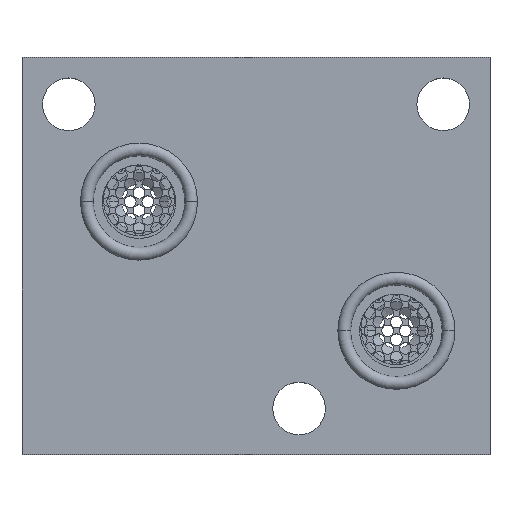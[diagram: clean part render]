
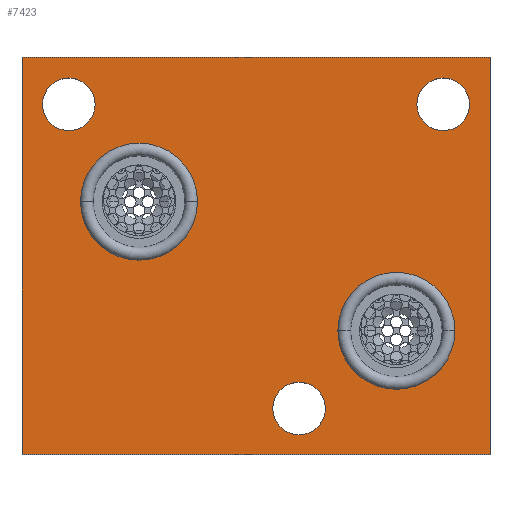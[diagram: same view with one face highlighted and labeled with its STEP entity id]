
A CAD part, top view. The second image highlights one B-rep face of the part: STEP entity #7423.
In plain terms, the highlighted planar face has unit normal (0, 0, 1).
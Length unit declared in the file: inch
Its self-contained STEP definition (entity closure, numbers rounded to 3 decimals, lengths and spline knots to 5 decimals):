
#198=DIRECTION('',(1.,0.,0.));
#199=VECTOR('',#198,2.5);
#200=CARTESIAN_POINT('',(0.,0.,0.45));
#201=LINE('',#200,#199);
#202=DIRECTION('',(0.,-1.,0.));
#203=VECTOR('',#202,2.12);
#204=CARTESIAN_POINT('',(0.,2.12,0.45));
#205=LINE('',#204,#203);
#206=DIRECTION('',(-1.,0.,0.));
#207=VECTOR('',#206,2.5);
#208=CARTESIAN_POINT('',(2.5,2.12,0.45));
#209=LINE('',#208,#207);
#210=DIRECTION('',(0.,1.,0.));
#211=VECTOR('',#210,2.12);
#212=CARTESIAN_POINT('',(2.5,0.,0.45));
#213=LINE('',#212,#211);
#214=CARTESIAN_POINT('',(2.25,1.87,0.45));
#215=DIRECTION('',(0.,0.,1.));
#216=DIRECTION('',(1.,0.,0.));
#217=AXIS2_PLACEMENT_3D('',#214,#215,#216);
#219=CARTESIAN_POINT('',(2.25,1.87,0.45));
#220=DIRECTION('',(0.,0.,1.));
#221=DIRECTION('',(-1.,0.,0.));
#222=AXIS2_PLACEMENT_3D('',#219,#220,#221);
#224=CARTESIAN_POINT('',(1.48,0.245,0.45));
#225=DIRECTION('',(0.,0.,1.));
#226=DIRECTION('',(1.,0.,0.));
#227=AXIS2_PLACEMENT_3D('',#224,#225,#226);
#229=CARTESIAN_POINT('',(1.48,0.245,0.45));
#230=DIRECTION('',(0.,0.,1.));
#231=DIRECTION('',(-1.,0.,0.));
#232=AXIS2_PLACEMENT_3D('',#229,#230,#231);
#234=CARTESIAN_POINT('',(0.25,1.87,0.45));
#235=DIRECTION('',(0.,0.,1.));
#236=DIRECTION('',(1.,0.,0.));
#237=AXIS2_PLACEMENT_3D('',#234,#235,#236);
#239=CARTESIAN_POINT('',(0.25,1.87,0.45));
#240=DIRECTION('',(0.,0.,1.));
#241=DIRECTION('',(-1.,0.,0.));
#242=AXIS2_PLACEMENT_3D('',#239,#240,#241);
#244=CARTESIAN_POINT('',(0.625,1.35,0.45));
#245=DIRECTION('',(0.,0.,1.));
#246=DIRECTION('',(1.,0.,0.));
#247=AXIS2_PLACEMENT_3D('',#244,#245,#246);
#249=CARTESIAN_POINT('',(0.625,1.35,0.45));
#250=DIRECTION('',(0.,0.,1.));
#251=DIRECTION('',(-1.,0.,0.));
#252=AXIS2_PLACEMENT_3D('',#249,#250,#251);
#254=CARTESIAN_POINT('',(2.,0.66,0.45));
#255=DIRECTION('',(0.,0.,1.));
#256=DIRECTION('',(1.,0.,0.));
#257=AXIS2_PLACEMENT_3D('',#254,#255,#256);
#259=CARTESIAN_POINT('',(2.,0.66,0.45));
#260=DIRECTION('',(0.,0.,1.));
#261=DIRECTION('',(-1.,0.,0.));
#262=AXIS2_PLACEMENT_3D('',#259,#260,#261);
#5744=CARTESIAN_POINT('',(0.,0.,0.45));
#5745=CARTESIAN_POINT('',(2.5,0.,0.45));
#5746=VERTEX_POINT('',#5744);
#5747=VERTEX_POINT('',#5745);
#5748=CARTESIAN_POINT('',(2.5,2.12,0.45));
#5749=VERTEX_POINT('',#5748);
#5750=CARTESIAN_POINT('',(0.,2.12,0.45));
#5751=VERTEX_POINT('',#5750);
#5772=CARTESIAN_POINT('',(2.3905,1.87,0.45));
#5773=CARTESIAN_POINT('',(2.1095,1.87,0.45));
#5774=VERTEX_POINT('',#5772);
#5775=VERTEX_POINT('',#5773);
#5776=CARTESIAN_POINT('',(1.6205,0.245,0.45));
#5777=CARTESIAN_POINT('',(1.3395,0.245,0.45));
#5778=VERTEX_POINT('',#5776);
#5779=VERTEX_POINT('',#5777);
#5780=CARTESIAN_POINT('',(0.3905,1.87,0.45));
#5781=CARTESIAN_POINT('',(0.1095,1.87,0.45));
#5782=VERTEX_POINT('',#5780);
#5783=VERTEX_POINT('',#5781);
#5792=CARTESIAN_POINT('',(0.9375,1.35,0.45));
#5793=CARTESIAN_POINT('',(0.3125,1.35,0.45));
#5794=VERTEX_POINT('',#5792);
#5795=VERTEX_POINT('',#5793);
#5796=CARTESIAN_POINT('',(2.3125,0.66,0.45));
#5797=CARTESIAN_POINT('',(1.6875,0.66,0.45));
#5798=VERTEX_POINT('',#5796);
#5799=VERTEX_POINT('',#5797);
#7382=CARTESIAN_POINT('',(0.,0.,0.45));
#7383=DIRECTION('',(0.,0.,1.));
#7384=DIRECTION('',(1.,0.,0.));
#7385=AXIS2_PLACEMENT_3D('',#7382,#7383,#7384);
#7386=PLANE('',#7385);
#7387=ORIENTED_EDGE('',*,*,#7334,.F.);
#7388=ORIENTED_EDGE('',*,*,#7349,.F.);
#7389=ORIENTED_EDGE('',*,*,#7363,.F.);
#7390=ORIENTED_EDGE('',*,*,#7376,.F.);
#7391=EDGE_LOOP('',(#7387,#7388,#7389,#7390));
#7392=FACE_OUTER_BOUND('',#7391,.F.);
#7394=ORIENTED_EDGE('',*,*,#7393,.T.);
#7396=ORIENTED_EDGE('',*,*,#7395,.T.);
#7397=EDGE_LOOP('',(#7394,#7396));
#7398=FACE_BOUND('',#7397,.F.);
#7400=ORIENTED_EDGE('',*,*,#7399,.T.);
#7402=ORIENTED_EDGE('',*,*,#7401,.T.);
#7403=EDGE_LOOP('',(#7400,#7402));
#7404=FACE_BOUND('',#7403,.F.);
#7406=ORIENTED_EDGE('',*,*,#7405,.T.);
#7408=ORIENTED_EDGE('',*,*,#7407,.T.);
#7409=EDGE_LOOP('',(#7406,#7408));
#7410=FACE_BOUND('',#7409,.F.);
#7412=ORIENTED_EDGE('',*,*,#7411,.T.);
#7414=ORIENTED_EDGE('',*,*,#7413,.T.);
#7415=EDGE_LOOP('',(#7412,#7414));
#7416=FACE_BOUND('',#7415,.F.);
#7418=ORIENTED_EDGE('',*,*,#7417,.T.);
#7420=ORIENTED_EDGE('',*,*,#7419,.T.);
#7421=EDGE_LOOP('',(#7418,#7420));
#7422=FACE_BOUND('',#7421,.F.);
#218=CIRCLE('',#217,0.1405);
#223=CIRCLE('',#222,0.1405);
#228=CIRCLE('',#227,0.1405);
#233=CIRCLE('',#232,0.1405);
#238=CIRCLE('',#237,0.1405);
#243=CIRCLE('',#242,0.1405);
#248=CIRCLE('',#247,0.3125);
#253=CIRCLE('',#252,0.3125);
#258=CIRCLE('',#257,0.3125);
#263=CIRCLE('',#262,0.3125);
#7334=EDGE_CURVE('',#5746,#5747,#201,.T.);
#7349=EDGE_CURVE('',#5751,#5746,#205,.T.);
#7363=EDGE_CURVE('',#5749,#5751,#209,.T.);
#7376=EDGE_CURVE('',#5747,#5749,#213,.T.);
#7393=EDGE_CURVE('',#5774,#5775,#218,.T.);
#7395=EDGE_CURVE('',#5775,#5774,#223,.T.);
#7399=EDGE_CURVE('',#5778,#5779,#228,.T.);
#7401=EDGE_CURVE('',#5779,#5778,#233,.T.);
#7405=EDGE_CURVE('',#5782,#5783,#238,.T.);
#7407=EDGE_CURVE('',#5783,#5782,#243,.T.);
#7411=EDGE_CURVE('',#5794,#5795,#248,.T.);
#7413=EDGE_CURVE('',#5795,#5794,#253,.T.);
#7417=EDGE_CURVE('',#5798,#5799,#258,.T.);
#7419=EDGE_CURVE('',#5799,#5798,#263,.T.);
#7423=ADVANCED_FACE('',(#7392,#7398,#7404,#7410,#7416,#7422),#7386,.T.);
